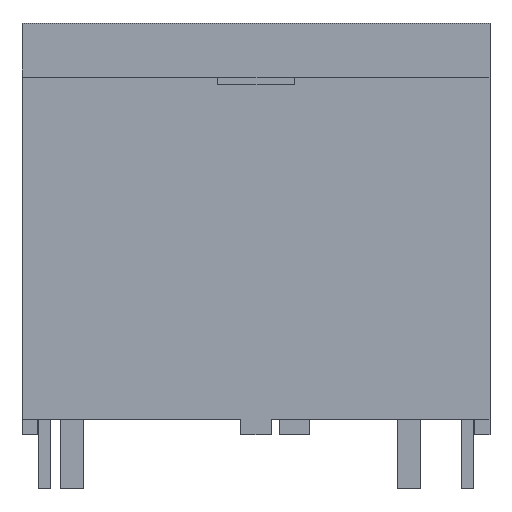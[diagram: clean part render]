
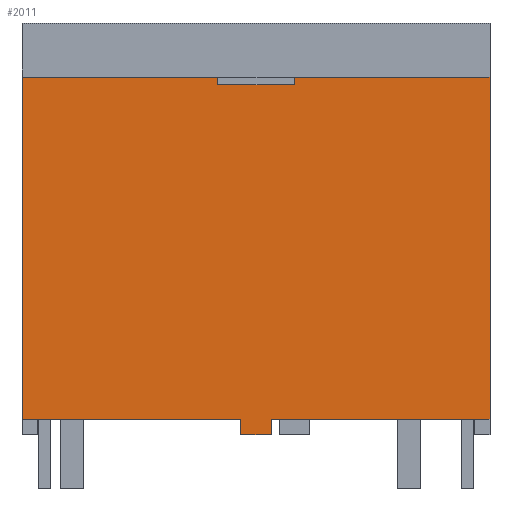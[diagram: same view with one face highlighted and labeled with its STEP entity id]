
A CAD part, top view. The second image highlights one B-rep face of the part: STEP entity #2011.
In plain terms, the highlighted planar face has unit normal (0, 0, 1).
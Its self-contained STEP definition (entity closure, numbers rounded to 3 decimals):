
#1 = EDGE_CURVE ( 'NONE', #1701, #2023, #12, .T. ) ;
#12 = LINE ( 'NONE', #13, #14 ) ;
#13 = CARTESIAN_POINT ( 'NONE',  ( 14.8, -2.236, 1.75 ) ) ;
#14 = VECTOR ( 'NONE', #15, 1000. ) ;
#15 = DIRECTION ( 'NONE',  ( 0., 1., 0. ) ) ;
#83 = CARTESIAN_POINT ( 'NONE',  ( 16.3, 23.3, 1.75 ) ) ;
#117 = LINE ( 'NONE', #118, #119 ) ;
#118 = CARTESIAN_POINT ( 'NONE',  ( -1.45, 1., 1.75 ) ) ;
#119 = VECTOR ( 'NONE', #120, 1000. ) ;
#120 = DIRECTION ( 'NONE',  ( 1., 0., 0. ) ) ;
#167 = EDGE_CURVE ( 'NONE', #1704, #2160, #117, .T. ) ;
#193 = LINE ( 'NONE', #194, #195 ) ;
#194 = CARTESIAN_POINT ( 'NONE',  ( 11.3, 22.8, 1.75 ) ) ;
#195 = VECTOR ( 'NONE', #196, 1000. ) ;
#196 = DIRECTION ( 'NONE',  ( 1., 0., 0. ) ) ;
#271 = CARTESIAN_POINT ( 'NONE',  ( 16.3, 22.8, 1.75 ) ) ;
#277 = EDGE_CURVE ( 'NONE', #1896, #491, #193, .T. ) ;
#329 = CARTESIAN_POINT ( 'NONE',  ( 12.8, 1., 1.75 ) ) ;
#491 = VERTEX_POINT ( 'NONE', #271 ) ;
#552 = LINE ( 'NONE', #553, #554 ) ;
#553 = CARTESIAN_POINT ( 'NONE',  ( 14.8, 0., 1.75 ) ) ;
#554 = VECTOR ( 'NONE', #555, 1000. ) ;
#555 = DIRECTION ( 'NONE',  ( 1., 0., 0. ) ) ;
#556 = CARTESIAN_POINT ( 'NONE',  ( 14.8, 0., 1.75 ) ) ;
#557 = LINE ( 'NONE', #558, #559 ) ;
#558 = CARTESIAN_POINT ( 'NONE',  ( 12.8, -2.236, 1.75 ) ) ;
#559 = VECTOR ( 'NONE', #560, 1000. ) ;
#560 = DIRECTION ( 'NONE',  ( 0., 1., 0. ) ) ;
#566 = CARTESIAN_POINT ( 'NONE',  ( -1.45, 1., 1.75 ) ) ;
#625 = CARTESIAN_POINT ( 'NONE',  ( 29.05, 23.3, 1.75 ) ) ;
#632 = LINE ( 'NONE', #633, #634 ) ;
#633 = CARTESIAN_POINT ( 'NONE',  ( -1.45, 26.8, 1.75 ) ) ;
#634 = VECTOR ( 'NONE', #636, 1000. ) ;
#636 = DIRECTION ( 'NONE',  ( 0., -1., 0. ) ) ;
#637 = FACE_OUTER_BOUND ( 'NONE', #1948, .T. ) ;
#638 = PLANE ( 'NONE',  #639 ) ;
#639 = AXIS2_PLACEMENT_3D ( 'NONE', #640, #641, #642 ) ;
#640 = CARTESIAN_POINT ( 'NONE',  ( -1.45, 26.8, 1.75 ) ) ;
#641 = DIRECTION ( 'NONE',  ( 0., 0., -1. ) ) ;
#642 = DIRECTION ( 'NONE',  ( -1., 0., 0. ) ) ;
#661 = LINE ( 'NONE', #662, #663 ) ;
#662 = CARTESIAN_POINT ( 'NONE',  ( 29.05, 26.8, 1.75 ) ) ;
#663 = VECTOR ( 'NONE', #664, 1000. ) ;
#664 = DIRECTION ( 'NONE',  ( 0., -1., 0. ) ) ;
#697 = CARTESIAN_POINT ( 'NONE',  ( 14.8, 1., 1.75 ) ) ;
#796 = LINE ( 'NONE', #797, #798 ) ;
#797 = CARTESIAN_POINT ( 'NONE',  ( 16.3, 22.8, 1.75 ) ) ;
#798 = VECTOR ( 'NONE', #799, 1000. ) ;
#799 = DIRECTION ( 'NONE',  ( 0., 1., 0. ) ) ;
#822 = CARTESIAN_POINT ( 'NONE',  ( 12.8, 0., 1.75 ) ) ;
#898 = LINE ( 'NONE', #899, #900 ) ;
#899 = CARTESIAN_POINT ( 'NONE',  ( -1.45, 23.3, 1.75 ) ) ;
#900 = VECTOR ( 'NONE', #901, 1000. ) ;
#901 = DIRECTION ( 'NONE',  ( 1., 0., 0. ) ) ;
#943 = CARTESIAN_POINT ( 'NONE',  ( 29.05, 1., 1.75 ) ) ;
#944 = CARTESIAN_POINT ( 'NONE',  ( 11.3, 23.3, 1.75 ) ) ;
#978 = CARTESIAN_POINT ( 'NONE',  ( -1.45, 23.3, 1.75 ) ) ;
#1104 = LINE ( 'NONE', #1105, #1106 ) ;
#1105 = CARTESIAN_POINT ( 'NONE',  ( -1.45, 23.3, 1.75 ) ) ;
#1106 = VECTOR ( 'NONE', #1107, 1000. ) ;
#1107 = DIRECTION ( 'NONE',  ( 1., 0., 0. ) ) ;
#1111 = EDGE_CURVE ( 'NONE', #1784, #2160, #557, .T. ) ;
#1200 = LINE ( 'NONE', #1201, #1202 ) ;
#1201 = CARTESIAN_POINT ( 'NONE',  ( 11.3, 22.8, 1.75 ) ) ;
#1202 = VECTOR ( 'NONE', #1203, 1000. ) ;
#1203 = DIRECTION ( 'NONE',  ( 0., 1., 0. ) ) ;
#1216 = CARTESIAN_POINT ( 'NONE',  ( 11.3, 22.8, 1.75 ) ) ;
#1218 = ORIENTED_EDGE ( 'NONE', *, *, #2106, .T. ) ;
#1235 = EDGE_CURVE ( 'NONE', #1824, #1704, #632, .T. ) ;
#1236 = LINE ( 'NONE', #1237, #1238 ) ;
#1237 = CARTESIAN_POINT ( 'NONE',  ( -1.45, 1., 1.75 ) ) ;
#1238 = VECTOR ( 'NONE', #1239, 1000. ) ;
#1239 = DIRECTION ( 'NONE',  ( 1., 0., 0. ) ) ;
#1517 = EDGE_CURVE ( 'NONE', #491, #1910, #796, .T. ) ;
#1545 = ORIENTED_EDGE ( 'NONE', *, *, #2000, .T. ) ;
#1565 = EDGE_CURVE ( 'NONE', #1896, #2065, #1200, .T. ) ;
#1611 = ORIENTED_EDGE ( 'NONE', *, *, #1, .T. ) ;
#1616 = ORIENTED_EDGE ( 'NONE', *, *, #1111, .F. ) ;
#1620 = ORIENTED_EDGE ( 'NONE', *, *, #1565, .T. ) ;
#1624 = ORIENTED_EDGE ( 'NONE', *, *, #1235, .T. ) ;
#1676 = ORIENTED_EDGE ( 'NONE', *, *, #167, .T. ) ;
#1701 = VERTEX_POINT ( 'NONE', #556 ) ;
#1704 = VERTEX_POINT ( 'NONE', #566 ) ;
#1748 = ORIENTED_EDGE ( 'NONE', *, *, #2055, .F. ) ;
#1784 = VERTEX_POINT ( 'NONE', #822 ) ;
#1824 = VERTEX_POINT ( 'NONE', #978 ) ;
#1859 = EDGE_CURVE ( 'NONE', #1824, #2065, #1104, .T. ) ;
#1896 = VERTEX_POINT ( 'NONE', #1216 ) ;
#1910 = VERTEX_POINT ( 'NONE', #83 ) ;
#1927 = ORIENTED_EDGE ( 'NONE', *, *, #2017, .F. ) ;
#1948 = EDGE_LOOP ( 'NONE', ( #2048, #1620, #2040, #1624, #1676, #1616, #1545, #1611, #1218, #1927, #1748, #1994 ) ) ;
#1994 = ORIENTED_EDGE ( 'NONE', *, *, #1517, .F. ) ;
#2000 = EDGE_CURVE ( 'NONE', #1784, #1701, #552, .T. ) ;
#2006 = VERTEX_POINT ( 'NONE', #625 ) ;
#2011 = ADVANCED_FACE ( 'NONE', ( #637 ), #638, .F. ) ;
#2017 = EDGE_CURVE ( 'NONE', #2006, #2063, #661, .T. ) ;
#2023 = VERTEX_POINT ( 'NONE', #697 ) ;
#2040 = ORIENTED_EDGE ( 'NONE', *, *, #1859, .F. ) ;
#2048 = ORIENTED_EDGE ( 'NONE', *, *, #277, .F. ) ;
#2055 = EDGE_CURVE ( 'NONE', #1910, #2006, #898, .T. ) ;
#2063 = VERTEX_POINT ( 'NONE', #943 ) ;
#2065 = VERTEX_POINT ( 'NONE', #944 ) ;
#2106 = EDGE_CURVE ( 'NONE', #2023, #2063, #1236, .T. ) ;
#2160 = VERTEX_POINT ( 'NONE', #329 ) ;
